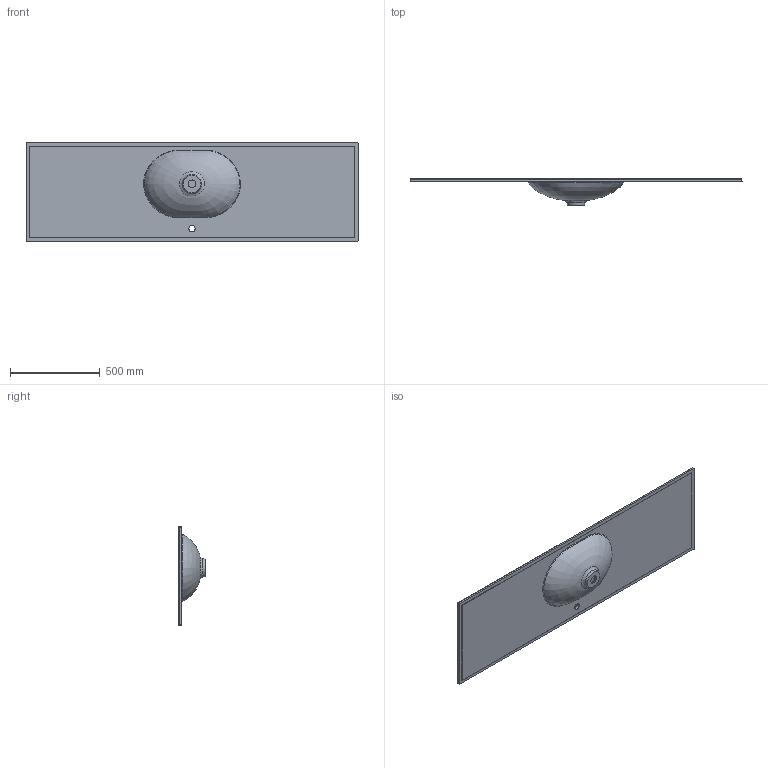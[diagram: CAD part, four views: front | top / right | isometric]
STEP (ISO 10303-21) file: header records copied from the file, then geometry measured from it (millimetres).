
FILE_DESCRIPTION (( 'STEP AP214' ), '1' );
FILE_NAME ('New York 1850.STEP', '2023-04-24T11:08:35', ( 'User Windows' ), ( '' ), 'SwSTEP 2.0', 'SolidWorks 2020', '' );
FILE_SCHEMA (( 'AUTOMOTIVE_DESIGN' ));
Length unit declared in the file: millimetre
Products named in the file (1): New York 1850
Bounding box: 1850 x 147 x 550 mm (x, y, z)
Volume: 15687524 mm3; surface area: 2225767.5 mm2
Topology: 2 solids, 2 shells, 133 faces, 311 edges, 174 vertices
Faces by surface type: bspline 39, cylinder 32, plane 29, torus 20, sphere 10, cone 3
Full cylindrical faces by diameter (mm): 35 x1, 86 x1, 96 x1
Entity records: 17776 total; most frequent: CARTESIAN_POINT 15096, ORIENTED_EDGE 560, DIRECTION 520, EDGE_CURVE 280, AXIS2_PLACEMENT_3D 223, VERTEX_POINT 165, EDGE_LOOP 151, FACE_OUTER_BOUND 142
